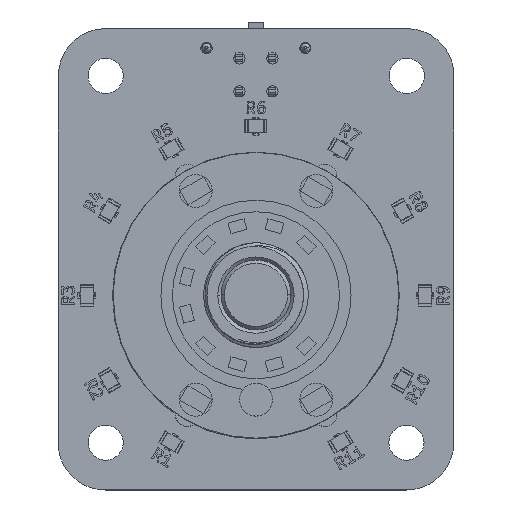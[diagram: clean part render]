
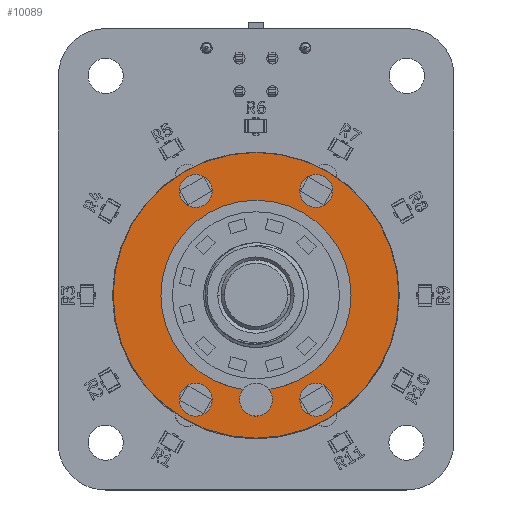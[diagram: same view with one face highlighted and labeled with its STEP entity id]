
A CAD part, top view. The second image highlights one B-rep face of the part: STEP entity #10089.
In plain terms, the highlighted face is planar.
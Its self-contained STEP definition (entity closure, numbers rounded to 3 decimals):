
#7883 = VERTEX_POINT('',#7884);
#7884 = CARTESIAN_POINT('',(-9.5,12.1,-3.985));
#7890 = EDGE_CURVE('',#7891,#7883,#7893,.T.);
#7891 = VERTEX_POINT('',#7892);
#7892 = CARTESIAN_POINT('',(-9.5,12.1,-6.985));
#7893 = CIRCLE('',#7894,1.5);
#7894 = AXIS2_PLACEMENT_3D('',#7895,#7896,#7897);
#7895 = CARTESIAN_POINT('',(-9.5,12.1,-5.485));
#7896 = DIRECTION('',(0.,1.,0.));
#7897 = DIRECTION('',(0.,-0.,-1.));
#7925 = VERTEX_POINT('',#7926);
#7926 = CARTESIAN_POINT('',(9.5,12.1,6.985));
#7932 = EDGE_CURVE('',#7933,#7925,#7935,.T.);
#7933 = VERTEX_POINT('',#7934);
#7934 = CARTESIAN_POINT('',(9.5,12.1,3.985));
#7935 = CIRCLE('',#7936,1.5);
#7936 = AXIS2_PLACEMENT_3D('',#7937,#7938,#7939);
#7937 = CARTESIAN_POINT('',(9.5,12.1,5.485));
#7938 = DIRECTION('',(0.,1.,0.));
#7939 = DIRECTION('',(0.,-0.,-1.));
#7967 = VERTEX_POINT('',#7968);
#7968 = CARTESIAN_POINT('',(9.5,12.1,-3.985));
#7974 = EDGE_CURVE('',#7975,#7967,#7977,.T.);
#7975 = VERTEX_POINT('',#7976);
#7976 = CARTESIAN_POINT('',(9.5,12.1,-6.985));
#7977 = CIRCLE('',#7978,1.5);
#7978 = AXIS2_PLACEMENT_3D('',#7979,#7980,#7981);
#7979 = CARTESIAN_POINT('',(9.5,12.1,-5.485));
#7980 = DIRECTION('',(0.,1.,0.));
#7981 = DIRECTION('',(0.,-0.,1.));
#8009 = VERTEX_POINT('',#8010);
#8010 = CARTESIAN_POINT('',(-9.5,12.1,6.985));
#8016 = EDGE_CURVE('',#8017,#8009,#8019,.T.);
#8017 = VERTEX_POINT('',#8018);
#8018 = CARTESIAN_POINT('',(-9.5,12.1,3.985));
#8019 = CIRCLE('',#8020,1.5);
#8020 = AXIS2_PLACEMENT_3D('',#8021,#8022,#8023);
#8021 = CARTESIAN_POINT('',(-9.5,12.1,5.485));
#8022 = DIRECTION('',(0.,1.,0.));
#8023 = DIRECTION('',(0.,-0.,1.));
#8060 = VERTEX_POINT('',#8061);
#8061 = CARTESIAN_POINT('',(0.,12.1,8.65));
#8067 = EDGE_CURVE('',#8060,#8068,#8070,.T.);
#8068 = VERTEX_POINT('',#8069);
#8069 = CARTESIAN_POINT('',(0.,12.1,-8.65));
#8070 = CIRCLE('',#8071,8.65);
#8071 = AXIS2_PLACEMENT_3D('',#8072,#8073,#8074);
#8072 = CARTESIAN_POINT('',(0.,12.1,0.));
#8073 = DIRECTION('',(0.,1.,0.));
#8074 = DIRECTION('',(0.,-0.,1.));
#8100 = EDGE_CURVE('',#8068,#8101,#8103,.T.);
#8101 = VERTEX_POINT('',#8102);
#8102 = CARTESIAN_POINT('',(-8.57,12.1,-1.177));
#8103 = CIRCLE('',#8104,8.65);
#8104 = AXIS2_PLACEMENT_3D('',#8105,#8106,#8107);
#8105 = CARTESIAN_POINT('',(0.,12.1,0.));
#8106 = DIRECTION('',(0.,1.,0.));
#8107 = DIRECTION('',(0.,-0.,1.));
#8309 = EDGE_CURVE('',#8310,#8312,#8314,.T.);
#8310 = VERTEX_POINT('',#8311);
#8311 = CARTESIAN_POINT('',(0.,12.1,13.));
#8312 = VERTEX_POINT('',#8313);
#8313 = CARTESIAN_POINT('',(0.,12.1,-13.));
#8314 = CIRCLE('',#8315,13.);
#8315 = AXIS2_PLACEMENT_3D('',#8316,#8317,#8318);
#8316 = CARTESIAN_POINT('',(0.,12.1,0.));
#8317 = DIRECTION('',(0.,1.,0.));
#8318 = DIRECTION('',(0.,-0.,1.));
#8588 = VERTEX_POINT('',#8589);
#8589 = CARTESIAN_POINT('',(-9.5,12.1,1.5));
#8595 = EDGE_CURVE('',#8588,#8596,#8598,.T.);
#8596 = VERTEX_POINT('',#8597);
#8597 = CARTESIAN_POINT('',(-8.57,12.1,1.177));
#8598 = CIRCLE('',#8599,1.5);
#8599 = AXIS2_PLACEMENT_3D('',#8600,#8601,#8602);
#8600 = CARTESIAN_POINT('',(-9.5,12.1,0.));
#8601 = DIRECTION('',(0.,1.,0.));
#8602 = DIRECTION('',(0.,-0.,1.));
#8620 = EDGE_CURVE('',#8101,#8621,#8623,.T.);
#8621 = VERTEX_POINT('',#8622);
#8622 = CARTESIAN_POINT('',(-9.5,12.1,-1.5));
#8623 = CIRCLE('',#8624,1.5);
#8624 = AXIS2_PLACEMENT_3D('',#8625,#8626,#8627);
#8625 = CARTESIAN_POINT('',(-9.5,12.1,0.));
#8626 = DIRECTION('',(0.,1.,0.));
#8627 = DIRECTION('',(0.,-0.,1.));
#9659 = EDGE_CURVE('',#8621,#8588,#9660,.T.);
#9660 = CIRCLE('',#9661,1.5);
#9661 = AXIS2_PLACEMENT_3D('',#9662,#9663,#9664);
#9662 = CARTESIAN_POINT('',(-9.5,12.1,0.));
#9663 = DIRECTION('',(0.,1.,0.));
#9664 = DIRECTION('',(0.,-0.,1.));
#10038 = EDGE_CURVE('',#8312,#8310,#10039,.T.);
#10039 = CIRCLE('',#10040,13.);
#10040 = AXIS2_PLACEMENT_3D('',#10041,#10042,#10043);
#10041 = CARTESIAN_POINT('',(0.,12.1,0.));
#10042 = DIRECTION('',(0.,1.,0.));
#10043 = DIRECTION('',(0.,-0.,1.));
#10089 = ADVANCED_FACE('',(#10090,#10100,#10110,#10120,#10130,#10144),
  #10148,.T.);
#10090 = FACE_BOUND('',#10091,.T.);
#10091 = EDGE_LOOP('',(#10092,#10099));
#10092 = ORIENTED_EDGE('',*,*,#10093,.F.);
#10093 = EDGE_CURVE('',#7883,#7891,#10094,.T.);
#10094 = CIRCLE('',#10095,1.5);
#10095 = AXIS2_PLACEMENT_3D('',#10096,#10097,#10098);
#10096 = CARTESIAN_POINT('',(-9.5,12.1,-5.485));
#10097 = DIRECTION('',(0.,1.,0.));
#10098 = DIRECTION('',(0.,-0.,-1.));
#10099 = ORIENTED_EDGE('',*,*,#7890,.F.);
#10100 = FACE_BOUND('',#10101,.T.);
#10101 = EDGE_LOOP('',(#10102,#10109));
#10102 = ORIENTED_EDGE('',*,*,#10103,.F.);
#10103 = EDGE_CURVE('',#7925,#7933,#10104,.T.);
#10104 = CIRCLE('',#10105,1.5);
#10105 = AXIS2_PLACEMENT_3D('',#10106,#10107,#10108);
#10106 = CARTESIAN_POINT('',(9.5,12.1,5.485));
#10107 = DIRECTION('',(0.,1.,0.));
#10108 = DIRECTION('',(0.,-0.,-1.));
#10109 = ORIENTED_EDGE('',*,*,#7932,.F.);
#10110 = FACE_BOUND('',#10111,.T.);
#10111 = EDGE_LOOP('',(#10112,#10119));
#10112 = ORIENTED_EDGE('',*,*,#10113,.F.);
#10113 = EDGE_CURVE('',#7967,#7975,#10114,.T.);
#10114 = CIRCLE('',#10115,1.5);
#10115 = AXIS2_PLACEMENT_3D('',#10116,#10117,#10118);
#10116 = CARTESIAN_POINT('',(9.5,12.1,-5.485));
#10117 = DIRECTION('',(0.,1.,0.));
#10118 = DIRECTION('',(0.,-0.,1.));
#10119 = ORIENTED_EDGE('',*,*,#7974,.F.);
#10120 = FACE_BOUND('',#10121,.T.);
#10121 = EDGE_LOOP('',(#10122,#10129));
#10122 = ORIENTED_EDGE('',*,*,#10123,.F.);
#10123 = EDGE_CURVE('',#8009,#8017,#10124,.T.);
#10124 = CIRCLE('',#10125,1.5);
#10125 = AXIS2_PLACEMENT_3D('',#10126,#10127,#10128);
#10126 = CARTESIAN_POINT('',(-9.5,12.1,5.485));
#10127 = DIRECTION('',(0.,1.,0.));
#10128 = DIRECTION('',(0.,-0.,1.));
#10129 = ORIENTED_EDGE('',*,*,#8016,.F.);
#10130 = FACE_BOUND('',#10131,.T.);
#10131 = EDGE_LOOP('',(#10132,#10133,#10134,#10135,#10142,#10143));
#10132 = ORIENTED_EDGE('',*,*,#8620,.F.);
#10133 = ORIENTED_EDGE('',*,*,#8100,.F.);
#10134 = ORIENTED_EDGE('',*,*,#8067,.F.);
#10135 = ORIENTED_EDGE('',*,*,#10136,.F.);
#10136 = EDGE_CURVE('',#8596,#8060,#10137,.T.);
#10137 = CIRCLE('',#10138,8.65);
#10138 = AXIS2_PLACEMENT_3D('',#10139,#10140,#10141);
#10139 = CARTESIAN_POINT('',(0.,12.1,0.));
#10140 = DIRECTION('',(0.,1.,0.));
#10141 = DIRECTION('',(0.,-0.,1.));
#10142 = ORIENTED_EDGE('',*,*,#8595,.F.);
#10143 = ORIENTED_EDGE('',*,*,#9659,.F.);
#10144 = FACE_BOUND('',#10145,.T.);
#10145 = EDGE_LOOP('',(#10146,#10147));
#10146 = ORIENTED_EDGE('',*,*,#10038,.T.);
#10147 = ORIENTED_EDGE('',*,*,#8309,.T.);
#10148 = PLANE('',#10149);
#10149 = AXIS2_PLACEMENT_3D('',#10150,#10151,#10152);
#10150 = CARTESIAN_POINT('',(0.,12.1,0.));
#10151 = DIRECTION('',(0.,1.,0.));
#10152 = DIRECTION('',(0.,-0.,1.));
